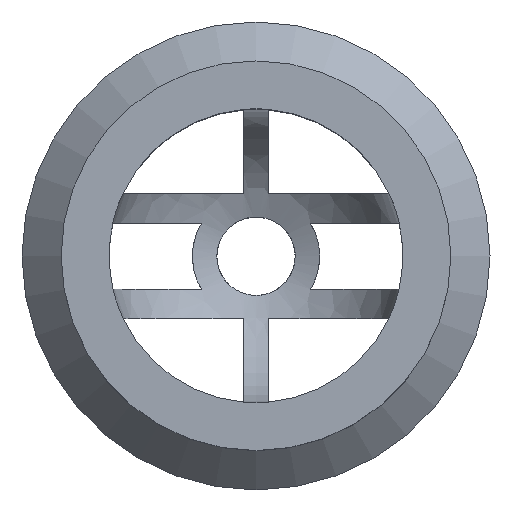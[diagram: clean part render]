
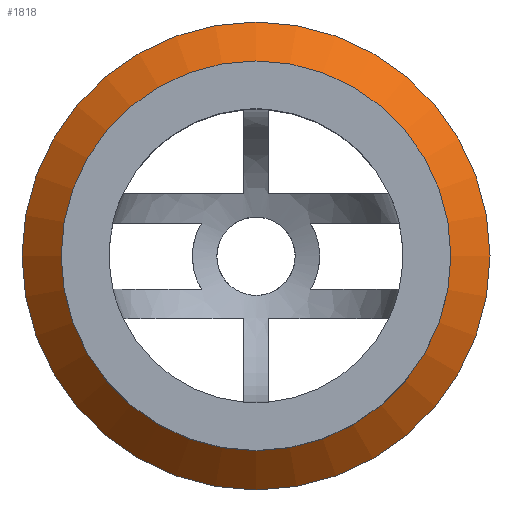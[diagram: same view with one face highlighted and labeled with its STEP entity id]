
A CAD part, top view. The second image highlights one B-rep face of the part: STEP entity #1818.
In plain terms, the highlighted conical face has half-angle 45 degrees and reference radius 19.9 mm.
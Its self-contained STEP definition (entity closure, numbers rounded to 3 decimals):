
#1673 = VERTEX_POINT('',#1674);
#1674 = CARTESIAN_POINT('',(0.,-19.9,-11.858));
#1680 = EDGE_CURVE('',#1673,#1673,#1681,.T.);
#1681 = CIRCLE('',#1682,19.9);
#1682 = AXIS2_PLACEMENT_3D('',#1683,#1684,#1685);
#1683 = CARTESIAN_POINT('',(0.,0.,
    -11.858));
#1684 = DIRECTION('',(0.,0.,1.));
#1685 = DIRECTION('',(0.,-1.,0.));
#1818 = ADVANCED_FACE('',(#1819),#1838,.T.);
#1819 = FACE_BOUND('',#1820,.F.);
#1820 = EDGE_LOOP('',(#1821,#1822,#1830,#1837));
#1821 = ORIENTED_EDGE('',*,*,#1680,.T.);
#1822 = ORIENTED_EDGE('',*,*,#1823,.T.);
#1823 = EDGE_CURVE('',#1673,#1824,#1826,.T.);
#1824 = VERTEX_POINT('',#1825);
#1825 = CARTESIAN_POINT('',(0.,-23.9,-15.858));
#1826 = LINE('',#1827,#1828);
#1827 = CARTESIAN_POINT('',(0.,-19.9,-11.858));
#1828 = VECTOR('',#1829,1.);
#1829 = DIRECTION('',(0.,-0.707,-0.707
    ));
#1830 = ORIENTED_EDGE('',*,*,#1831,.F.);
#1831 = EDGE_CURVE('',#1824,#1824,#1832,.T.);
#1832 = CIRCLE('',#1833,23.9);
#1833 = AXIS2_PLACEMENT_3D('',#1834,#1835,#1836);
#1834 = CARTESIAN_POINT('',(0.,0.,
    -15.858));
#1835 = DIRECTION('',(0.,0.,1.));
#1836 = DIRECTION('',(0.,-1.,0.));
#1837 = ORIENTED_EDGE('',*,*,#1823,.F.);
#1838 = CONICAL_SURFACE('',#1839,19.9,0.785);
#1839 = AXIS2_PLACEMENT_3D('',#1840,#1841,#1842);
#1840 = CARTESIAN_POINT('',(0.,0.,
    -11.858));
#1841 = DIRECTION('',(0.,0.,-1.));
#1842 = DIRECTION('',(0.,-1.,0.));
